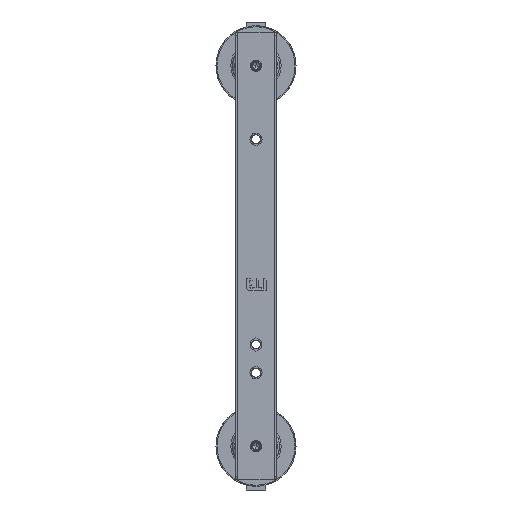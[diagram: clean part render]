
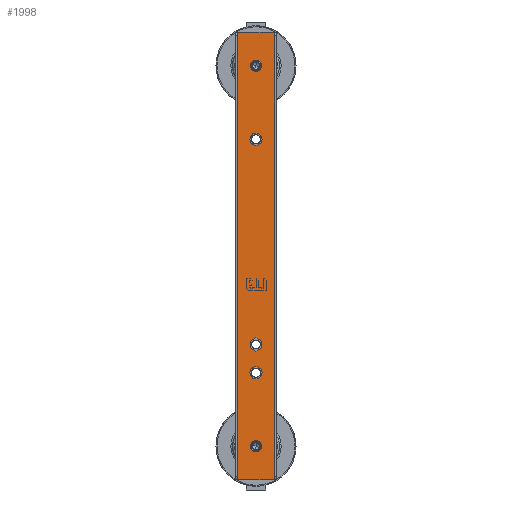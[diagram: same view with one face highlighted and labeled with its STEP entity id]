
A CAD part, front view. The second image highlights one B-rep face of the part: STEP entity #1998.
In plain terms, the highlighted face is planar.
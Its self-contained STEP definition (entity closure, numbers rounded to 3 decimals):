
#324=DIRECTION('',(1.,0.,0.));
#325=VECTOR('',#324,670.);
#326=CARTESIAN_POINT('',(0.,57.,17.));
#327=LINE('',#326,#325);
#359=DIRECTION('',(0.,-1.,0.));
#360=VECTOR('',#359,54.);
#361=CARTESIAN_POINT('',(670.,57.,17.));
#362=LINE('',#361,#360);
#381=DIRECTION('',(0.,-1.,0.));
#382=VECTOR('',#381,54.);
#383=CARTESIAN_POINT('',(0.,57.,17.));
#384=LINE('',#383,#382);
#385=DIRECTION('',(1.,0.,0.));
#386=VECTOR('',#385,670.);
#387=CARTESIAN_POINT('',(0.,3.,17.));
#388=LINE('',#387,#386);
#389=CARTESIAN_POINT('',(160.,29.998,17.));
#390=DIRECTION('',(0.,0.,-1.));
#391=DIRECTION('',(-1.,0.,0.));
#392=AXIS2_PLACEMENT_3D('',#389,#390,#391);
#394=CARTESIAN_POINT('',(160.,29.998,17.));
#395=DIRECTION('',(0.,0.,-1.));
#396=DIRECTION('',(1.,0.,0.));
#397=AXIS2_PLACEMENT_3D('',#394,#395,#396);
#399=CARTESIAN_POINT('',(510.,29.998,17.));
#400=DIRECTION('',(0.,0.,-1.));
#401=DIRECTION('',(-1.,0.,0.));
#402=AXIS2_PLACEMENT_3D('',#399,#400,#401);
#404=CARTESIAN_POINT('',(510.,29.998,17.));
#405=DIRECTION('',(0.,0.,-1.));
#406=DIRECTION('',(1.,0.,0.));
#407=AXIS2_PLACEMENT_3D('',#404,#405,#406);
#409=DIRECTION('',(-1.,0.,0.));
#410=VECTOR('',#409,10.);
#411=CARTESIAN_POINT('',(207.5,21.337,17.));
#412=LINE('',#411,#410);
#413=DIRECTION('',(-0.5,0.866,0.));
#414=VECTOR('',#413,10.);
#415=CARTESIAN_POINT('',(197.5,21.337,17.));
#416=LINE('',#415,#414);
#417=DIRECTION('',(0.5,0.866,0.));
#418=VECTOR('',#417,10.);
#419=CARTESIAN_POINT('',(192.5,29.998,17.));
#420=LINE('',#419,#418);
#421=DIRECTION('',(1.,0.,0.));
#422=VECTOR('',#421,10.);
#423=CARTESIAN_POINT('',(197.5,38.658,17.));
#424=LINE('',#423,#422);
#425=DIRECTION('',(0.5,-0.866,0.));
#426=VECTOR('',#425,10.);
#427=CARTESIAN_POINT('',(207.5,38.658,17.));
#428=LINE('',#427,#426);
#429=DIRECTION('',(-0.5,-0.866,0.));
#430=VECTOR('',#429,10.);
#431=CARTESIAN_POINT('',(212.5,29.998,17.));
#432=LINE('',#431,#430);
#433=CARTESIAN_POINT('',(620.,29.995,17.));
#434=DIRECTION('',(0.,0.,-1.));
#435=DIRECTION('',(-1.,0.,0.));
#436=AXIS2_PLACEMENT_3D('',#433,#434,#435);
#438=CARTESIAN_POINT('',(620.,29.995,17.));
#439=DIRECTION('',(0.,0.,-1.));
#440=DIRECTION('',(1.,0.,0.));
#441=AXIS2_PLACEMENT_3D('',#438,#439,#440);
#443=CARTESIAN_POINT('',(50.,30.,17.));
#444=DIRECTION('',(0.,0.,-1.));
#445=DIRECTION('',(-1.,0.,0.));
#446=AXIS2_PLACEMENT_3D('',#443,#444,#445);
#448=CARTESIAN_POINT('',(50.,30.,17.));
#449=DIRECTION('',(0.,0.,-1.));
#450=DIRECTION('',(1.,0.,0.));
#451=AXIS2_PLACEMENT_3D('',#448,#449,#450);
#1425=CARTESIAN_POINT('',(0.,57.,17.));
#1426=VERTEX_POINT('',#1425);
#1427=CARTESIAN_POINT('',(670.,57.,17.));
#1428=VERTEX_POINT('',#1427);
#1439=CARTESIAN_POINT('',(0.,3.,17.));
#1440=VERTEX_POINT('',#1439);
#1443=CARTESIAN_POINT('',(670.,3.,17.));
#1444=VERTEX_POINT('',#1443);
#1453=CARTESIAN_POINT('',(151.,29.998,17.));
#1454=CARTESIAN_POINT('',(169.,29.998,17.));
#1455=VERTEX_POINT('',#1453);
#1456=VERTEX_POINT('',#1454);
#1457=CARTESIAN_POINT('',(501.,29.998,17.));
#1458=CARTESIAN_POINT('',(519.,29.998,17.));
#1459=VERTEX_POINT('',#1457);
#1460=VERTEX_POINT('',#1458);
#1461=CARTESIAN_POINT('',(207.5,21.337,17.));
#1462=CARTESIAN_POINT('',(197.5,21.337,17.));
#1463=VERTEX_POINT('',#1461);
#1464=VERTEX_POINT('',#1462);
#1465=CARTESIAN_POINT('',(192.5,29.998,17.));
#1466=VERTEX_POINT('',#1465);
#1467=CARTESIAN_POINT('',(197.5,38.658,17.));
#1468=VERTEX_POINT('',#1467);
#1469=CARTESIAN_POINT('',(207.5,38.658,17.));
#1470=VERTEX_POINT('',#1469);
#1471=CARTESIAN_POINT('',(212.5,29.998,17.));
#1472=VERTEX_POINT('',#1471);
#1473=CARTESIAN_POINT('',(611.5,29.995,17.));
#1474=CARTESIAN_POINT('',(628.5,29.995,17.));
#1475=VERTEX_POINT('',#1473);
#1476=VERTEX_POINT('',#1474);
#1477=CARTESIAN_POINT('',(41.5,30.,17.));
#1478=CARTESIAN_POINT('',(58.5,30.,17.));
#1479=VERTEX_POINT('',#1477);
#1480=VERTEX_POINT('',#1478);
#1948=CARTESIAN_POINT('',(0.,57.,17.));
#1949=DIRECTION('',(0.,0.,-1.));
#1950=DIRECTION('',(0.,-1.,0.));
#1951=AXIS2_PLACEMENT_3D('',#1948,#1949,#1950);
#1952=PLANE('',#1951);
#1953=ORIENTED_EDGE('',*,*,#1883,.T.);
#1955=ORIENTED_EDGE('',*,*,#1954,.T.);
#1956=ORIENTED_EDGE('',*,*,#1924,.F.);
#1957=ORIENTED_EDGE('',*,*,#1848,.F.);
#1958=EDGE_LOOP('',(#1953,#1955,#1956,#1957));
#1959=FACE_OUTER_BOUND('',#1958,.F.);
#1961=ORIENTED_EDGE('',*,*,#1960,.T.);
#1963=ORIENTED_EDGE('',*,*,#1962,.T.);
#1964=EDGE_LOOP('',(#1961,#1963));
#1965=FACE_BOUND('',#1964,.F.);
#1967=ORIENTED_EDGE('',*,*,#1966,.T.);
#1969=ORIENTED_EDGE('',*,*,#1968,.T.);
#1970=EDGE_LOOP('',(#1967,#1969));
#1971=FACE_BOUND('',#1970,.F.);
#1973=ORIENTED_EDGE('',*,*,#1972,.T.);
#1975=ORIENTED_EDGE('',*,*,#1974,.T.);
#1977=ORIENTED_EDGE('',*,*,#1976,.T.);
#1979=ORIENTED_EDGE('',*,*,#1978,.T.);
#1981=ORIENTED_EDGE('',*,*,#1980,.T.);
#1983=ORIENTED_EDGE('',*,*,#1982,.T.);
#1984=EDGE_LOOP('',(#1973,#1975,#1977,#1979,#1981,#1983));
#1985=FACE_BOUND('',#1984,.F.);
#1987=ORIENTED_EDGE('',*,*,#1986,.T.);
#1989=ORIENTED_EDGE('',*,*,#1988,.T.);
#1990=EDGE_LOOP('',(#1987,#1989));
#1991=FACE_BOUND('',#1990,.F.);
#1993=ORIENTED_EDGE('',*,*,#1992,.T.);
#1995=ORIENTED_EDGE('',*,*,#1994,.T.);
#1996=EDGE_LOOP('',(#1993,#1995));
#1997=FACE_BOUND('',#1996,.F.);
#393=CIRCLE('',#392,9.);
#398=CIRCLE('',#397,9.);
#403=CIRCLE('',#402,9.);
#408=CIRCLE('',#407,9.);
#437=CIRCLE('',#436,8.5);
#442=CIRCLE('',#441,8.5);
#447=CIRCLE('',#446,8.5);
#452=CIRCLE('',#451,8.5);
#1848=EDGE_CURVE('',#1426,#1428,#327,.T.);
#1883=EDGE_CURVE('',#1426,#1440,#384,.T.);
#1924=EDGE_CURVE('',#1428,#1444,#362,.T.);
#1954=EDGE_CURVE('',#1440,#1444,#388,.T.);
#1960=EDGE_CURVE('',#1455,#1456,#393,.T.);
#1962=EDGE_CURVE('',#1456,#1455,#398,.T.);
#1966=EDGE_CURVE('',#1459,#1460,#403,.T.);
#1968=EDGE_CURVE('',#1460,#1459,#408,.T.);
#1972=EDGE_CURVE('',#1463,#1464,#412,.T.);
#1974=EDGE_CURVE('',#1464,#1466,#416,.T.);
#1976=EDGE_CURVE('',#1466,#1468,#420,.T.);
#1978=EDGE_CURVE('',#1468,#1470,#424,.T.);
#1980=EDGE_CURVE('',#1470,#1472,#428,.T.);
#1982=EDGE_CURVE('',#1472,#1463,#432,.T.);
#1986=EDGE_CURVE('',#1475,#1476,#437,.T.);
#1988=EDGE_CURVE('',#1476,#1475,#442,.T.);
#1992=EDGE_CURVE('',#1479,#1480,#447,.T.);
#1994=EDGE_CURVE('',#1480,#1479,#452,.T.);
#1998=ADVANCED_FACE('',(#1959,#1965,#1971,#1985,#1991,#1997),#1952,.T.);
